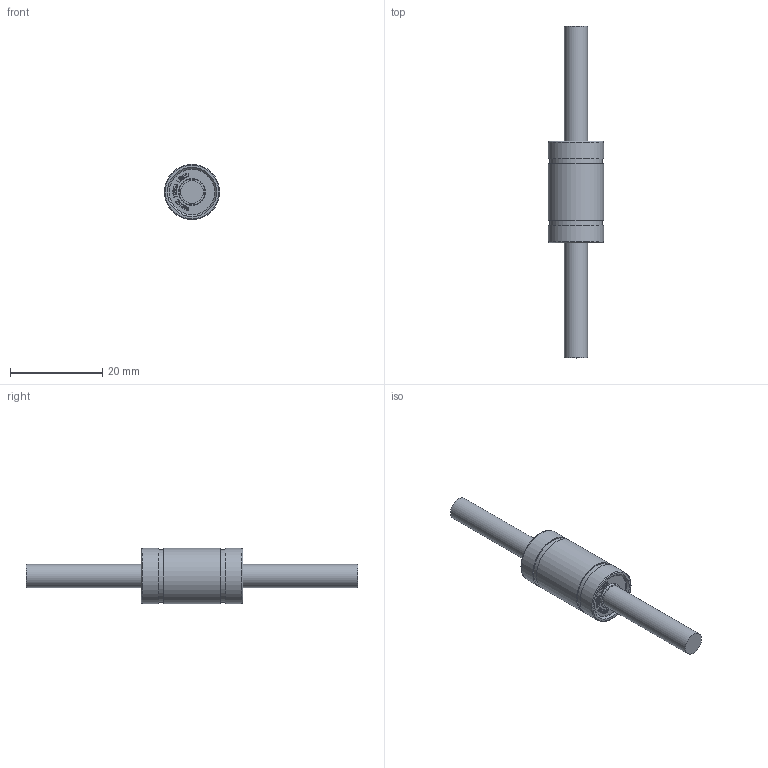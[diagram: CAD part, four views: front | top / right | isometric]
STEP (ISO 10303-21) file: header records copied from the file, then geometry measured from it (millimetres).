
FILE_DESCRIPTION((''),'2;1');
FILE_NAME('LME5UU.stp','2013-02-05T19:17:24',('user2'),(''),'Autodesk Inventor 2012','Autodesk Inventor 2012','');
FILE_SCHEMA(('AUTOMOTIVE_DESIGN { 1 0 10303 214 1 1 1 1 }'));
Length unit declared in the file: millimetre
Products named in the file (1): LME5UU
Bounding box: 12 x 72 x 12 mm (x, y, z)
Volume: 3381.1 mm3; surface area: 1920.4 mm2
Topology: 1 solids, 1 shells, 805 faces, 2257 edges, 1504 vertices
Faces by surface type: bspline 568, plane 222, cylinder 9, cone 4, torus 2
Full cylindrical faces by diameter (mm): 5 x2, 9.85 x2, 11.5 x2, 12 x3
Entity records: 27410 total; most frequent: CARTESIAN_POINT 10228, ORIENTED_EDGE 4480, EDGE_CURVE 2240, DIRECTION 1606, VERTEX_POINT 1502, VECTOR 1078, LINE 1078, EDGE_LOOP 870
